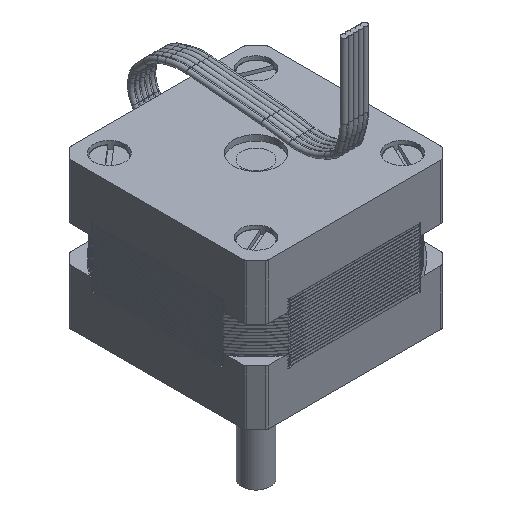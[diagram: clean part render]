
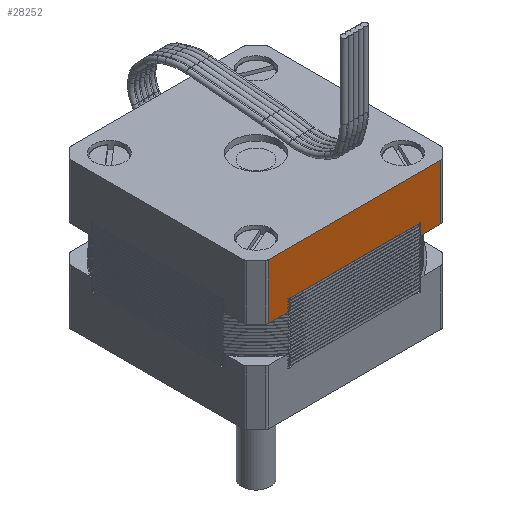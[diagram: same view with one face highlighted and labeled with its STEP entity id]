
A CAD part, isometric view. The second image highlights one B-rep face of the part: STEP entity #28252.
In plain terms, the highlighted planar face has unit normal (0, -1, 0).
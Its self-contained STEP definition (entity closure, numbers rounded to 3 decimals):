
#70 = DIRECTION ( 'NONE',  ( 0., 0., -1. ) ) ;
#348 = LINE ( 'NONE', #14408, #34557 ) ;
#868 = CARTESIAN_POINT ( 'NONE',  ( -17.5, -17.5, 16.2 ) ) ;
#1773 = CARTESIAN_POINT ( 'NONE',  ( 15.293, -17.5, 16.2 ) ) ;
#2953 = CARTESIAN_POINT ( 'NONE',  ( -15.293, -17.5, 16.2 ) ) ;
#3025 = EDGE_CURVE ( 'NONE', #12404, #11699, #21553, .T. ) ;
#3030 = EDGE_CURVE ( 'NONE', #34379, #12404, #11827, .T. ) ;
#4344 = EDGE_CURVE ( 'NONE', #6009, #6893, #348, .T. ) ;
#4756 = VECTOR ( 'NONE', #10861, 1000. ) ;
#4918 = VERTEX_POINT ( 'NONE', #11421 ) ;
#5157 = ORIENTED_EDGE ( 'NONE', *, *, #22605, .T. ) ;
#6009 = VERTEX_POINT ( 'NONE', #32447 ) ;
#6176 = ORIENTED_EDGE ( 'NONE', *, *, #3025, .F. ) ;
#6186 = PLANE ( 'NONE',  #18578 ) ;
#6893 = VERTEX_POINT ( 'NONE', #32265 ) ;
#7395 = CARTESIAN_POINT ( 'NONE',  ( -15.293, -17.5, 16.2 ) ) ;
#7433 = CARTESIAN_POINT ( 'NONE',  ( -17.5, -17.5, 16.2 ) ) ;
#7472 = ORIENTED_EDGE ( 'NONE', *, *, #4344, .F. ) ;
#9267 = DIRECTION ( 'NONE',  ( -1., 0., 0. ) ) ;
#9796 = FACE_OUTER_BOUND ( 'NONE', #10411, .T. ) ;
#10122 = VECTOR ( 'NONE', #20672, 1000. ) ;
#10411 = EDGE_LOOP ( 'NONE', ( #26896, #6176, #10663, #5157, #22950, #16476, #11638, #7472 ) ) ;
#10663 = ORIENTED_EDGE ( 'NONE', *, *, #3030, .F. ) ;
#10861 = DIRECTION ( 'NONE',  ( -1., 0., 0. ) ) ;
#11421 = CARTESIAN_POINT ( 'NONE',  ( -15.293, -17.5, 26. ) ) ;
#11456 = CARTESIAN_POINT ( 'NONE',  ( -11.608, -17.5, 16.2 ) ) ;
#11638 = ORIENTED_EDGE ( 'NONE', *, *, #27958, .F. ) ;
#11699 = VERTEX_POINT ( 'NONE', #19655 ) ;
#11827 = LINE ( 'NONE', #1773, #10122 ) ;
#12404 = VERTEX_POINT ( 'NONE', #24092 ) ;
#12753 = LINE ( 'NONE', #18851, #25003 ) ;
#13786 = VERTEX_POINT ( 'NONE', #2953 ) ;
#14408 = CARTESIAN_POINT ( 'NONE',  ( -17.5, -17.5, 18.2 ) ) ;
#14947 = LINE ( 'NONE', #7395, #31012 ) ;
#15064 = LINE ( 'NONE', #22025, #34881 ) ;
#15220 = DIRECTION ( 'NONE',  ( 0., 0., 1. ) ) ;
#15256 = DIRECTION ( 'NONE',  ( -1., 0., 0. ) ) ;
#16476 = ORIENTED_EDGE ( 'NONE', *, *, #32268, .F. ) ;
#18578 = AXIS2_PLACEMENT_3D ( 'NONE', #868, #30901, #25064 ) ;
#18851 = CARTESIAN_POINT ( 'NONE',  ( -11.608, -17.5, 16.2 ) ) ;
#19655 = CARTESIAN_POINT ( 'NONE',  ( 11.608, -17.5, 16.2 ) ) ;
#20365 = CARTESIAN_POINT ( 'NONE',  ( -17.5, -17.5, 16.2 ) ) ;
#20672 = DIRECTION ( 'NONE',  ( 0., 0., -1. ) ) ;
#20902 = EDGE_CURVE ( 'NONE', #11699, #6009, #15064, .T. ) ;
#21326 = VERTEX_POINT ( 'NONE', #11456 ) ;
#21553 = LINE ( 'NONE', #7433, #31698 ) ;
#22025 = CARTESIAN_POINT ( 'NONE',  ( 11.608, -17.5, 16.2 ) ) ;
#22050 = LINE ( 'NONE', #20365, #28376 ) ;
#22082 = CARTESIAN_POINT ( 'NONE',  ( -17.5, -17.5, 26. ) ) ;
#22605 = EDGE_CURVE ( 'NONE', #34379, #4918, #31434, .T. ) ;
#22950 = ORIENTED_EDGE ( 'NONE', *, *, #27244, .F. ) ;
#24092 = CARTESIAN_POINT ( 'NONE',  ( 15.293, -17.5, 16.2 ) ) ;
#24791 = DIRECTION ( 'NONE',  ( -1., 0., 0. ) ) ;
#24828 = DIRECTION ( 'NONE',  ( 0., 0., 1. ) ) ;
#25003 = VECTOR ( 'NONE', #70, 1000. ) ;
#25064 = DIRECTION ( 'NONE',  ( 0., 0., 1. ) ) ;
#26896 = ORIENTED_EDGE ( 'NONE', *, *, #20902, .F. ) ;
#27244 = EDGE_CURVE ( 'NONE', #13786, #4918, #14947, .T. ) ;
#27958 = EDGE_CURVE ( 'NONE', #6893, #21326, #12753, .T. ) ;
#28252 = ADVANCED_FACE ( 'NONE', ( #9796 ), #6186, .F. ) ;
#28376 = VECTOR ( 'NONE', #9267, 1000. ) ;
#28818 = CARTESIAN_POINT ( 'NONE',  ( 15.293, -17.5, 26. ) ) ;
#30901 = DIRECTION ( 'NONE',  ( 0., 1., 0. ) ) ;
#31012 = VECTOR ( 'NONE', #15220, 1000. ) ;
#31434 = LINE ( 'NONE', #22082, #4756 ) ;
#31698 = VECTOR ( 'NONE', #15256, 1000. ) ;
#32265 = CARTESIAN_POINT ( 'NONE',  ( -11.608, -17.5, 18.2 ) ) ;
#32268 = EDGE_CURVE ( 'NONE', #21326, #13786, #22050, .T. ) ;
#32447 = CARTESIAN_POINT ( 'NONE',  ( 11.608, -17.5, 18.2 ) ) ;
#34379 = VERTEX_POINT ( 'NONE', #28818 ) ;
#34557 = VECTOR ( 'NONE', #24791, 1000. ) ;
#34881 = VECTOR ( 'NONE', #24828, 1000. ) ;
